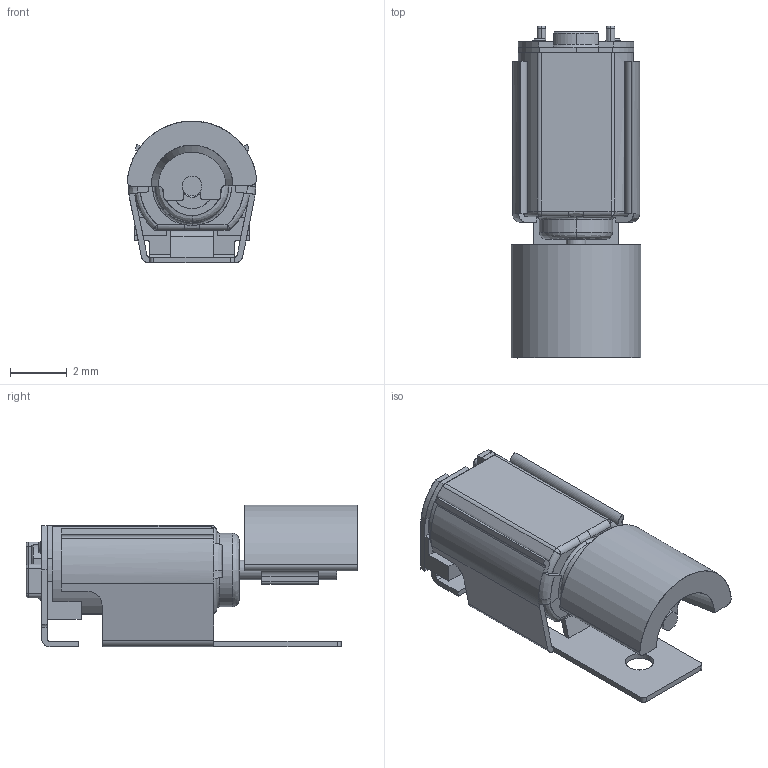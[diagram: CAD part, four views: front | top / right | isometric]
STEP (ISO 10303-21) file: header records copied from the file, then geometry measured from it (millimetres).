
FILE_DESCRIPTION(('FreeCAD Model'),'2;1');
FILE_NAME('Open CASCADE Shape Model','2022-05-05T01:34:20',('Author'),( ''),'Open CASCADE STEP processor 7.5','FreeCAD','Unknown');
FILE_SCHEMA(('AUTOMOTIVE_DESIGN { 1 0 10303 214 1 1 1 1 }'));
Length unit declared in the file: millimetre
Products named in the file (14): Z43FC1B5640005L; Z43FC1B5640005L001; Z43FC1B5640005L002; Z43FC1B5640005L003; Z43FC1B5640005L004; Z43FC1B5640005L005; Z43FC1B5640005L006; Z43FC1B5640005L007; Z43FC1B5640005L008; Z43FC1B5640005L009; Z43FC1B5640005L010; Z43FC1B5640005L011; Cylinder
Assembly tree (13 placements, depth 2):
  Z43FC1B5640005L
    Z43FC1B5640005L
    Z43FC1B5640005L001
    Z43FC1B5640005L002
    Z43FC1B5640005L003
    Z43FC1B5640005L004
    Z43FC1B5640005L005
    Z43FC1B5640005L006
    Z43FC1B5640005L007
    Z43FC1B5640005L008
    Z43FC1B5640005L009
    Z43FC1B5640005L010
    Z43FC1B5640005L011
    Cylinder
Bounding box: 4.58 x 11.75 x 5.02 mm (x, y, z)
Volume: 1.9 mm3; surface area: 568.6 mm2
Topology: 1 solids, 590 shells, 592 faces, 4744 edges, 4735 vertices
Faces by surface type: bspline 354, revolution 235, plane 2, cylinder 1
Full cylindrical faces by diameter (mm): 0.7 x1
Entity records: 52204 total; most frequent: CARTESIAN_POINT 17008, ORIENTED_EDGE 4739, EDGE_CURVE 4736, VERTEX_POINT 4735, DIRECTION 3809, LINE 2204, VECTOR 2204, B_SPLINE_CURVE_WITH_KNOTS 2089
